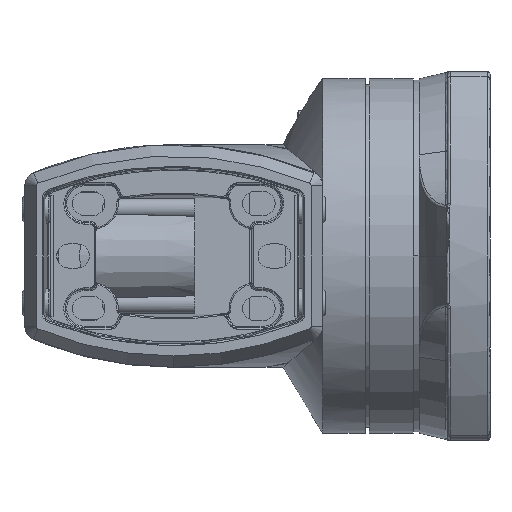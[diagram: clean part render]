
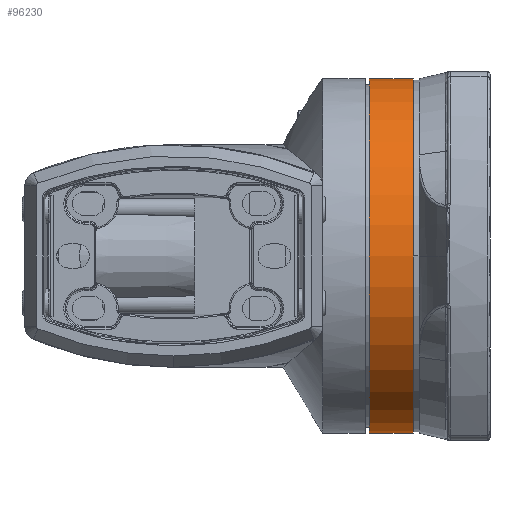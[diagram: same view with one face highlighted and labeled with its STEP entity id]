
A CAD part, left-side view. The second image highlights one B-rep face of the part: STEP entity #96230.
In plain terms, the highlighted cylindrical face has radius 62.5 mm (diameter 125 mm), a partial arc.
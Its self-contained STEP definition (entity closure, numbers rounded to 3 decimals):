
#3531 = FACE_OUTER_BOUND ( 'NONE', #33993, .T. ) ;
#5337 = LINE ( 'NONE', #87802, #26384 ) ;
#8082 = ORIENTED_EDGE ( 'NONE', *, *, #54008, .T. ) ;
#19670 = CARTESIAN_POINT ( 'NONE',  ( 0., -69.02, 62.5 ) ) ;
#20326 = ORIENTED_EDGE ( 'NONE', *, *, #44407, .T. ) ;
#26384 = VECTOR ( 'NONE', #46334, 1000. ) ;
#27955 = VERTEX_POINT ( 'NONE', #19670 ) ;
#28393 = DIRECTION ( 'NONE',  ( 0., 0., -1. ) ) ;
#33993 = EDGE_LOOP ( 'NONE', ( #37376, #20326, #8082, #68631 ) ) ;
#36020 = CARTESIAN_POINT ( 'NONE',  ( 0., -66.67, 0. ) ) ;
#37376 = ORIENTED_EDGE ( 'NONE', *, *, #82536, .F. ) ;
#40745 = DIRECTION ( 'NONE',  ( 0., -1., 0. ) ) ;
#42970 = EDGE_CURVE ( 'NONE', #55009, #68929, #60671, .T. ) ;
#43034 = AXIS2_PLACEMENT_3D ( 'NONE', #88136, #40745, #96142 ) ;
#43292 = DIRECTION ( 'NONE',  ( 0., -1., 0. ) ) ;
#44407 = EDGE_CURVE ( 'NONE', #27955, #82301, #77580, .T. ) ;
#44415 = VECTOR ( 'NONE', #43292, 1000. ) ;
#46058 = DIRECTION ( 'NONE',  ( 0., -1., 0. ) ) ;
#46334 = DIRECTION ( 'NONE',  ( 0., -1., 0. ) ) ;
#52030 = AXIS2_PLACEMENT_3D ( 'NONE', #36020, #99383, #28393 ) ;
#54008 = EDGE_CURVE ( 'NONE', #82301, #68929, #65421, .T. ) ;
#54840 = CARTESIAN_POINT ( 'NONE',  ( 0., -84.52, 62.5 ) ) ;
#55009 = VERTEX_POINT ( 'NONE', #54840 ) ;
#56731 = CYLINDRICAL_SURFACE ( 'NONE', #52030, 62.5 ) ;
#60671 = CIRCLE ( 'NONE', #79973, 62.5 ) ;
#65421 = LINE ( 'NONE', #66809, #44415 ) ;
#66809 = CARTESIAN_POINT ( 'NONE',  ( 0., -66.67, -62.5 ) ) ;
#68631 = ORIENTED_EDGE ( 'NONE', *, *, #42970, .F. ) ;
#68929 = VERTEX_POINT ( 'NONE', #85440 ) ;
#77580 = CIRCLE ( 'NONE', #43034, 62.5 ) ;
#79973 = AXIS2_PLACEMENT_3D ( 'NONE', #93516, #46058, #101483 ) ;
#82301 = VERTEX_POINT ( 'NONE', #83691 ) ;
#82536 = EDGE_CURVE ( 'NONE', #27955, #55009, #5337, .T. ) ;
#83691 = CARTESIAN_POINT ( 'NONE',  ( 0., -69.02, -62.5 ) ) ;
#85440 = CARTESIAN_POINT ( 'NONE',  ( 0., -84.52, -62.5 ) ) ;
#87802 = CARTESIAN_POINT ( 'NONE',  ( 0., -66.67, 62.5 ) ) ;
#88136 = CARTESIAN_POINT ( 'NONE',  ( 0., -69.02, 0. ) ) ;
#93516 = CARTESIAN_POINT ( 'NONE',  ( 0., -84.52, 0. ) ) ;
#96142 = DIRECTION ( 'NONE',  ( 0., 0., -1. ) ) ;
#96230 = ADVANCED_FACE ( 'NONE', ( #3531 ), #56731, .T. ) ;
#99383 = DIRECTION ( 'NONE',  ( 0., -1., 0. ) ) ;
#101483 = DIRECTION ( 'NONE',  ( 0., 0., -1. ) ) ;
